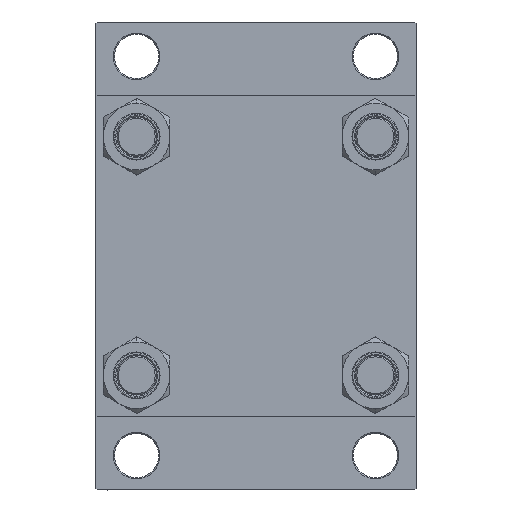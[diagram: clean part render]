
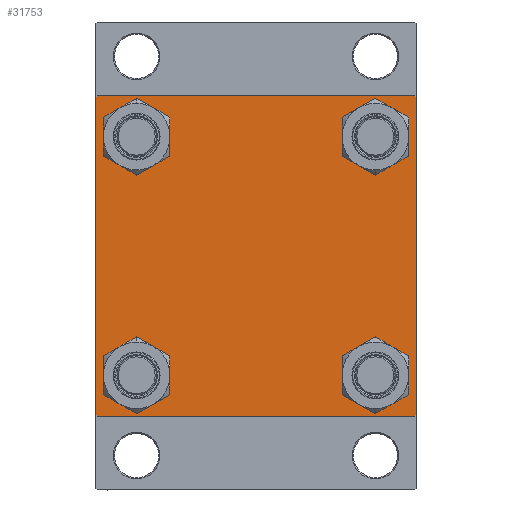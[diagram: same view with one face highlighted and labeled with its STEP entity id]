
A CAD part, left-side view. The second image highlights one B-rep face of the part: STEP entity #31753.
In plain terms, the highlighted planar face has unit normal (-1, 0, 0).
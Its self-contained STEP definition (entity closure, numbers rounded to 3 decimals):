
#1364 = EDGE_CURVE ( 'NONE', #40538, #44934, #19412, .T. ) ;
#1970 = VERTEX_POINT ( 'NONE', #10242 ) ;
#2049 = DIRECTION ( 'NONE',  ( 1., 0., 0. ) ) ;
#2434 = ORIENTED_EDGE ( 'NONE', *, *, #14486, .T. ) ;
#2566 = CARTESIAN_POINT ( 'NONE',  ( 0., -65., -64.5 ) ) ;
#2944 = CIRCLE ( 'NONE', #9176, 8.5 ) ;
#3596 = LINE ( 'NONE', #17536, #27472 ) ;
#4477 = FACE_BOUND ( 'NONE', #41023, .T. ) ;
#4846 = CARTESIAN_POINT ( 'NONE',  ( 0., -64.75, -64.75 ) ) ;
#5188 = DIRECTION ( 'NONE',  ( 0., 0., -1. ) ) ;
#5511 = DIRECTION ( 'NONE',  ( 0., -1., 0. ) ) ;
#5550 = EDGE_CURVE ( 'NONE', #38201, #9901, #10231, .T. ) ;
#5883 = EDGE_CURVE ( 'NONE', #1970, #40759, #11039, .T. ) ;
#6781 = DIRECTION ( 'NONE',  ( 0., 0.707, 0.707 ) ) ;
#6825 = DIRECTION ( 'NONE',  ( 0., 0., 1. ) ) ;
#7191 = EDGE_CURVE ( 'NONE', #29215, #30066, #42912, .T. ) ;
#8095 = CIRCLE ( 'NONE', #9670, 8.5 ) ;
#9176 = AXIS2_PLACEMENT_3D ( 'NONE', #48055, #26052, #18958 ) ;
#9605 = ORIENTED_EDGE ( 'NONE', *, *, #43232, .T. ) ;
#9669 = CARTESIAN_POINT ( 'NONE',  ( 0., 64.75, -64.75 ) ) ;
#9670 = AXIS2_PLACEMENT_3D ( 'NONE', #48079, #14600, #17297 ) ;
#9880 = DIRECTION ( 'NONE',  ( 0., 0., 1. ) ) ;
#9901 = VERTEX_POINT ( 'NONE', #14630 ) ;
#10231 = CIRCLE ( 'NONE', #45371, 8.5 ) ;
#10242 = CARTESIAN_POINT ( 'NONE',  ( 0., 48.45, 56.95 ) ) ;
#10292 = VERTEX_POINT ( 'NONE', #45834 ) ;
#11039 = CIRCLE ( 'NONE', #18046, 8.5 ) ;
#11088 = CARTESIAN_POINT ( 'NONE',  ( 0., 48.45, -48.45 ) ) ;
#12237 = DIRECTION ( 'NONE',  ( 0., 0., 1. ) ) ;
#12655 = DIRECTION ( 'NONE',  ( 0., 0., -1. ) ) ;
#13165 = EDGE_CURVE ( 'NONE', #10292, #42104, #14393, .T. ) ;
#13571 = DIRECTION ( 'NONE',  ( 1., 0., 0. ) ) ;
#14244 = CARTESIAN_POINT ( 'NONE',  ( 0., -48.45, 48.45 ) ) ;
#14277 = ORIENTED_EDGE ( 'NONE', *, *, #19434, .T. ) ;
#14290 = EDGE_CURVE ( 'NONE', #46302, #33763, #38118, .T. ) ;
#14393 = LINE ( 'NONE', #35491, #35351 ) ;
#14486 = EDGE_CURVE ( 'NONE', #30066, #42104, #16335, .T. ) ;
#14600 = DIRECTION ( 'NONE',  ( 1., 0., 0. ) ) ;
#14630 = CARTESIAN_POINT ( 'NONE',  ( 0., -48.45, -56.95 ) ) ;
#14643 = EDGE_LOOP ( 'NONE', ( #29981, #28487 ) ) ;
#16094 = DIRECTION ( 'NONE',  ( 0., -0.707, 0.707 ) ) ;
#16335 = LINE ( 'NONE', #4846, #47073 ) ;
#16913 = CARTESIAN_POINT ( 'NONE',  ( 0., 64.75, 64.75 ) ) ;
#17297 = DIRECTION ( 'NONE',  ( 0., 0., 1. ) ) ;
#17536 = CARTESIAN_POINT ( 'NONE',  ( 0., -64.75, 64.75 ) ) ;
#18046 = AXIS2_PLACEMENT_3D ( 'NONE', #25395, #40325, #6825 ) ;
#18516 = CARTESIAN_POINT ( 'NONE',  ( 0., 48.45, -56.95 ) ) ;
#18650 = DIRECTION ( 'NONE',  ( 0., 0., 1. ) ) ;
#18958 = DIRECTION ( 'NONE',  ( 0., 0., 1. ) ) ;
#19388 = FACE_BOUND ( 'NONE', #39795, .T. ) ;
#19412 = CIRCLE ( 'NONE', #31909, 8.5 ) ;
#19434 = EDGE_CURVE ( 'NONE', #46302, #29339, #35503, .T. ) ;
#19555 = VECTOR ( 'NONE', #45867, 1000. ) ;
#19711 = LINE ( 'NONE', #9669, #19555 ) ;
#21069 = DIRECTION ( 'NONE',  ( 0., 0.707, -0.707 ) ) ;
#21696 = VERTEX_POINT ( 'NONE', #43921 ) ;
#21760 = ORIENTED_EDGE ( 'NONE', *, *, #36076, .T. ) ;
#22073 = ORIENTED_EDGE ( 'NONE', *, *, #31545, .T. ) ;
#22568 = DIRECTION ( 'NONE',  ( 1., 0., 0. ) ) ;
#22570 = CARTESIAN_POINT ( 'NONE',  ( 0., 64.5, 65. ) ) ;
#22863 = VERTEX_POINT ( 'NONE', #37886 ) ;
#22895 = AXIS2_PLACEMENT_3D ( 'NONE', #46022, #45783, #41403 ) ;
#23035 = AXIS2_PLACEMENT_3D ( 'NONE', #27258, #46332, #34594 ) ;
#23761 = PLANE ( 'NONE',  #22895 ) ;
#23942 = CARTESIAN_POINT ( 'NONE',  ( 0., -48.45, -48.45 ) ) ;
#24269 = DIRECTION ( 'NONE',  ( 0., 0., 1. ) ) ;
#25281 = EDGE_CURVE ( 'NONE', #33989, #29215, #19711, .T. ) ;
#25395 = CARTESIAN_POINT ( 'NONE',  ( 0., 48.45, 48.45 ) ) ;
#25819 = ORIENTED_EDGE ( 'NONE', *, *, #25281, .T. ) ;
#25907 = CARTESIAN_POINT ( 'NONE',  ( 0., -48.45, -39.95 ) ) ;
#25936 = CARTESIAN_POINT ( 'NONE',  ( 0., -64.5, 65. ) ) ;
#26043 = CIRCLE ( 'NONE', #36975, 8.5 ) ;
#26052 = DIRECTION ( 'NONE',  ( 1., 0., 0. ) ) ;
#26138 = CARTESIAN_POINT ( 'NONE',  ( 0., 65., 65. ) ) ;
#26474 = FACE_OUTER_BOUND ( 'NONE', #42392, .T. ) ;
#26604 = DIRECTION ( 'NONE',  ( 0., -1., 0. ) ) ;
#27196 = FACE_BOUND ( 'NONE', #34647, .T. ) ;
#27258 = CARTESIAN_POINT ( 'NONE',  ( 0., -48.45, -48.45 ) ) ;
#27424 = ORIENTED_EDGE ( 'NONE', *, *, #45992, .T. ) ;
#27472 = VECTOR ( 'NONE', #6781, 1000. ) ;
#28052 = CARTESIAN_POINT ( 'NONE',  ( 0., 65., 65. ) ) ;
#28332 = EDGE_CURVE ( 'NONE', #10292, #33763, #3596, .T. ) ;
#28487 = ORIENTED_EDGE ( 'NONE', *, *, #39785, .T. ) ;
#28722 = CARTESIAN_POINT ( 'NONE',  ( 0., 65., -65. ) ) ;
#29215 = VERTEX_POINT ( 'NONE', #42800 ) ;
#29339 = VERTEX_POINT ( 'NONE', #32760 ) ;
#29981 = ORIENTED_EDGE ( 'NONE', *, *, #5550, .T. ) ;
#30066 = VERTEX_POINT ( 'NONE', #38909 ) ;
#30112 = VECTOR ( 'NONE', #21069, 1000. ) ;
#30421 = ORIENTED_EDGE ( 'NONE', *, *, #13165, .F. ) ;
#30444 = ORIENTED_EDGE ( 'NONE', *, *, #5883, .T. ) ;
#30703 = VECTOR ( 'NONE', #26604, 1000. ) ;
#31545 = EDGE_CURVE ( 'NONE', #40759, #1970, #26043, .T. ) ;
#31753 = ADVANCED_FACE ( 'NONE', ( #27196, #38469, #4477, #19388, #26474 ), #23761, .T. ) ;
#31760 = VECTOR ( 'NONE', #12655, 1000. ) ;
#31909 = AXIS2_PLACEMENT_3D ( 'NONE', #11088, #22568, #18650 ) ;
#32087 = ORIENTED_EDGE ( 'NONE', *, *, #14290, .F. ) ;
#32136 = CARTESIAN_POINT ( 'NONE',  ( 0., 48.45, 48.45 ) ) ;
#32760 = CARTESIAN_POINT ( 'NONE',  ( 0., 65., 64.5 ) ) ;
#33763 = VERTEX_POINT ( 'NONE', #25936 ) ;
#33888 = CARTESIAN_POINT ( 'NONE',  ( 0., 48.45, 39.95 ) ) ;
#33989 = VERTEX_POINT ( 'NONE', #37317 ) ;
#34594 = DIRECTION ( 'NONE',  ( 0., 0., 1. ) ) ;
#34647 = EDGE_LOOP ( 'NONE', ( #36453, #27424 ) ) ;
#35351 = VECTOR ( 'NONE', #5188, 1000. ) ;
#35491 = CARTESIAN_POINT ( 'NONE',  ( 0., -65., 65. ) ) ;
#35503 = LINE ( 'NONE', #16913, #30112 ) ;
#36076 = EDGE_CURVE ( 'NONE', #44934, #40538, #8095, .T. ) ;
#36453 = ORIENTED_EDGE ( 'NONE', *, *, #36730, .T. ) ;
#36730 = EDGE_CURVE ( 'NONE', #21696, #22863, #38560, .T. ) ;
#36755 = ORIENTED_EDGE ( 'NONE', *, *, #1364, .T. ) ;
#36832 = VECTOR ( 'NONE', #5511, 1000. ) ;
#36975 = AXIS2_PLACEMENT_3D ( 'NONE', #32136, #13571, #9880 ) ;
#37317 = CARTESIAN_POINT ( 'NONE',  ( 0., 65., -64.5 ) ) ;
#37886 = CARTESIAN_POINT ( 'NONE',  ( 0., -48.45, 39.95 ) ) ;
#37979 = ORIENTED_EDGE ( 'NONE', *, *, #28332, .T. ) ;
#38118 = LINE ( 'NONE', #26138, #30703 ) ;
#38201 = VERTEX_POINT ( 'NONE', #25907 ) ;
#38469 = FACE_BOUND ( 'NONE', #14643, .T. ) ;
#38560 = CIRCLE ( 'NONE', #44780, 8.5 ) ;
#38909 = CARTESIAN_POINT ( 'NONE',  ( 0., -64.5, -65. ) ) ;
#39785 = EDGE_CURVE ( 'NONE', #9901, #38201, #44106, .T. ) ;
#39795 = EDGE_LOOP ( 'NONE', ( #30444, #22073 ) ) ;
#40156 = ORIENTED_EDGE ( 'NONE', *, *, #7191, .T. ) ;
#40325 = DIRECTION ( 'NONE',  ( 1., 0., 0. ) ) ;
#40538 = VERTEX_POINT ( 'NONE', #43212 ) ;
#40759 = VERTEX_POINT ( 'NONE', #33888 ) ;
#41023 = EDGE_LOOP ( 'NONE', ( #36755, #21760 ) ) ;
#41403 = DIRECTION ( 'NONE',  ( 0., 0., 1. ) ) ;
#42104 = VERTEX_POINT ( 'NONE', #2566 ) ;
#42392 = EDGE_LOOP ( 'NONE', ( #9605, #25819, #40156, #2434, #30421, #37979, #32087, #14277 ) ) ;
#42779 = DIRECTION ( 'NONE',  ( 1., 0., 0. ) ) ;
#42800 = CARTESIAN_POINT ( 'NONE',  ( 0., 64.5, -65. ) ) ;
#42912 = LINE ( 'NONE', #28722, #36832 ) ;
#43212 = CARTESIAN_POINT ( 'NONE',  ( 0., 48.45, -39.95 ) ) ;
#43232 = EDGE_CURVE ( 'NONE', #29339, #33989, #46151, .T. ) ;
#43921 = CARTESIAN_POINT ( 'NONE',  ( 0., -48.45, 56.95 ) ) ;
#44106 = CIRCLE ( 'NONE', #23035, 8.5 ) ;
#44780 = AXIS2_PLACEMENT_3D ( 'NONE', #14244, #2049, #24269 ) ;
#44934 = VERTEX_POINT ( 'NONE', #18516 ) ;
#45371 = AXIS2_PLACEMENT_3D ( 'NONE', #23942, #42779, #12237 ) ;
#45783 = DIRECTION ( 'NONE',  ( -1., 0., 0. ) ) ;
#45834 = CARTESIAN_POINT ( 'NONE',  ( 0., -65., 64.5 ) ) ;
#45867 = DIRECTION ( 'NONE',  ( 0., -0.707, -0.707 ) ) ;
#45992 = EDGE_CURVE ( 'NONE', #22863, #21696, #2944, .T. ) ;
#46022 = CARTESIAN_POINT ( 'NONE',  ( 0., 0., 0. ) ) ;
#46151 = LINE ( 'NONE', #28052, #31760 ) ;
#46302 = VERTEX_POINT ( 'NONE', #22570 ) ;
#46332 = DIRECTION ( 'NONE',  ( 1., 0., 0. ) ) ;
#47073 = VECTOR ( 'NONE', #16094, 1000. ) ;
#48055 = CARTESIAN_POINT ( 'NONE',  ( 0., -48.45, 48.45 ) ) ;
#48079 = CARTESIAN_POINT ( 'NONE',  ( 0., 48.45, -48.45 ) ) ;
